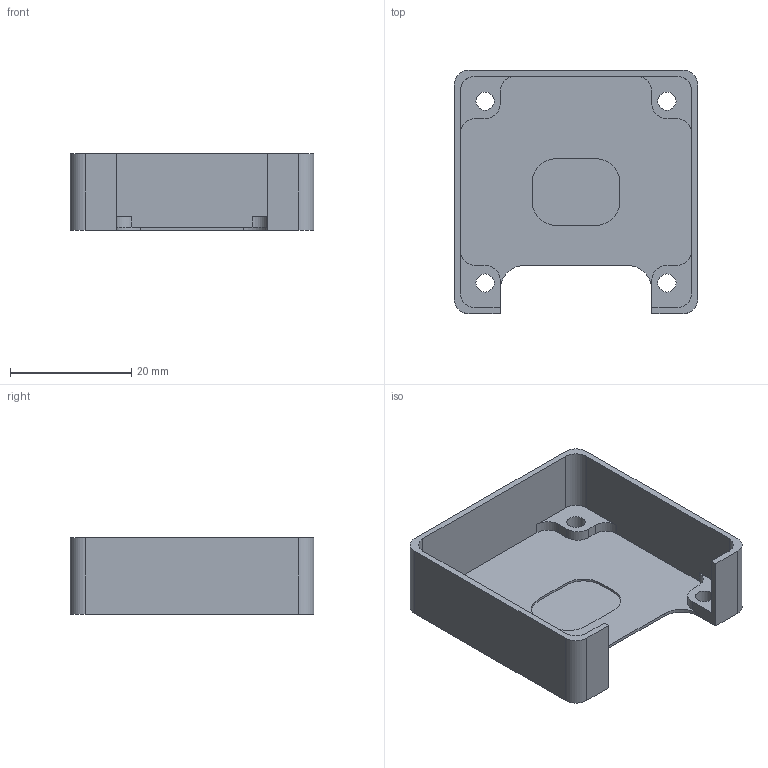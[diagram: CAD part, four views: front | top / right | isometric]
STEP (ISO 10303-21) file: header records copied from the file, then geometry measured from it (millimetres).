
FILE_DESCRIPTION(('STEP AP203'), '1');
FILE_NAME('Êðûøêà 2.3', '', ('UNSPECIFIED'), ('UNSPECIFIED'), 'C3D Converter', 'C3D Toolkit', '');
FILE_SCHEMA(('CONFIG_CONTROL_DESIGN'));
Length unit declared in the file: millimetre
Bounding box: 40.2 x 40.2 x 12.6 mm (x, y, z)
Volume: 2492.6 mm3; surface area: 6062.6 mm2
Topology: 1 solids, 1 shells, 59 faces, 168 edges, 112 vertices
Faces by surface type: plane 31, cylinder 28
Full cylindrical faces by diameter (mm): 3 x4
Entity records: 2441 total; most frequent: DIRECTION 340, CARTESIAN_POINT 336, ORIENTED_EDGE 328, EDGE_CURVE 164, AXIS2_PLACEMENT_3D 116, VERTEX_POINT 112, LINE 108, VECTOR 108
